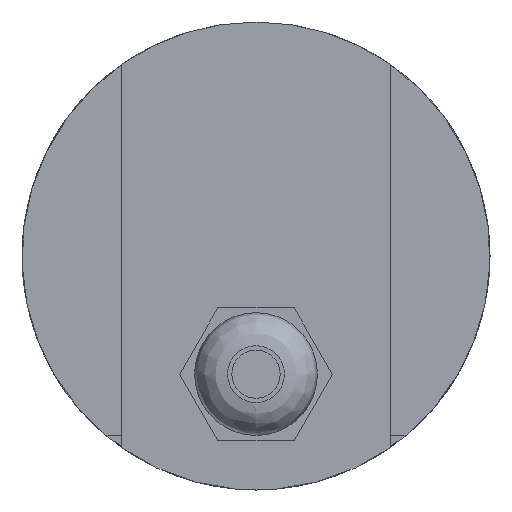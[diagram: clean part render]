
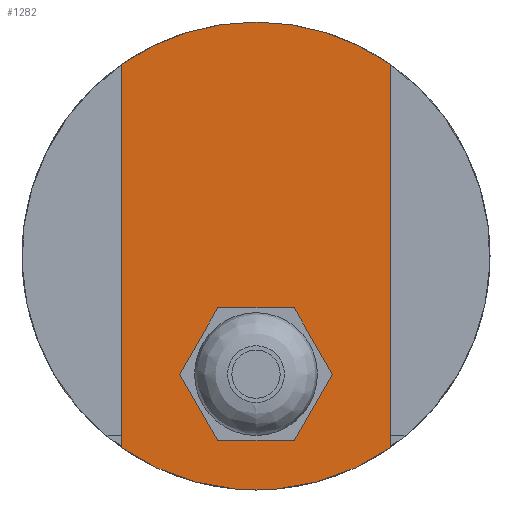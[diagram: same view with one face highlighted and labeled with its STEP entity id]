
A CAD part, left-side view. The second image highlights one B-rep face of the part: STEP entity #1282.
In plain terms, the highlighted planar face has unit normal (-1, 0, 0).
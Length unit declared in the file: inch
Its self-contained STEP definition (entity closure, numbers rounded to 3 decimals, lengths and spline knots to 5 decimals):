
#52=FACE_BOUND('',#267,.T.);
#108=PLANE('',#1419);
#181=FACE_OUTER_BOUND('',#266,.T.);
#266=EDGE_LOOP('',(#1141,#1142,#1143,#1144,#1145));
#267=EDGE_LOOP('',(#1146,#1147));
#323=LINE('',#1967,#433);
#372=LINE('',#2365,#482);
#433=VECTOR('',#1576,0.3937);
#482=VECTOR('',#1749,0.3937);
#505=CIRCLE('',#1338,0.19685);
#506=CIRCLE('',#1339,0.19685);
#516=CIRCLE('',#1355,0.975);
#519=CIRCLE('',#1358,0.975);
#526=CIRCLE('',#1366,0.975);
#580=VERTEX_POINT('',#1933);
#581=VERTEX_POINT('',#1934);
#592=VERTEX_POINT('',#1964);
#593=VERTEX_POINT('',#1966);
#600=VERTEX_POINT('',#1984);
#605=VERTEX_POINT('',#1995);
#624=VERTEX_POINT('',#2140);
#715=EDGE_CURVE('',#580,#581,#505,.T.);
#716=EDGE_CURVE('',#581,#580,#506,.T.);
#731=EDGE_CURVE('',#593,#592,#323,.T.);
#741=EDGE_CURVE('',#592,#600,#516,.T.);
#747=EDGE_CURVE('',#600,#605,#519,.T.);
#767=EDGE_CURVE('',#624,#593,#526,.T.);
#824=EDGE_CURVE('',#605,#624,#372,.T.);
#1141=ORIENTED_EDGE('',*,*,#731,.T.);
#1142=ORIENTED_EDGE('',*,*,#741,.T.);
#1143=ORIENTED_EDGE('',*,*,#747,.T.);
#1144=ORIENTED_EDGE('',*,*,#824,.T.);
#1145=ORIENTED_EDGE('',*,*,#767,.T.);
#1146=ORIENTED_EDGE('',*,*,#715,.T.);
#1147=ORIENTED_EDGE('',*,*,#716,.T.);
#1282=ADVANCED_FACE('',(#181,#52),#108,.F.);
#1338=AXIS2_PLACEMENT_3D('',#1935,#1545,#1546);
#1339=AXIS2_PLACEMENT_3D('',#1936,#1547,#1548);
#1355=AXIS2_PLACEMENT_3D('',#1986,#1594,#1595);
#1358=AXIS2_PLACEMENT_3D('',#1997,#1603,#1604);
#1366=AXIS2_PLACEMENT_3D('',#2141,#1624,#1625);
#1419=AXIS2_PLACEMENT_3D('',#2386,#1774,#1775);
#1545=DIRECTION('center_axis',(1.,0.,0.));
#1546=DIRECTION('ref_axis',(0.,-1.,0.));
#1547=DIRECTION('center_axis',(1.,0.,0.));
#1548=DIRECTION('ref_axis',(0.,-1.,0.));
#1576=DIRECTION('',(0.,0.,1.));
#1594=DIRECTION('center_axis',(-1.,0.,0.));
#1595=DIRECTION('ref_axis',(0.,0.,-1.));
#1603=DIRECTION('center_axis',(-1.,0.,0.));
#1604=DIRECTION('ref_axis',(0.,0.,-1.));
#1624=DIRECTION('center_axis',(-1.,0.,0.));
#1625=DIRECTION('ref_axis',(0.,0.,-1.));
#1749=DIRECTION('',(0.,0.,-1.));
#1774=DIRECTION('center_axis',(1.,0.,0.));
#1775=DIRECTION('ref_axis',(0.,0.,-1.));
#1933=CARTESIAN_POINT('',(-4.06,-0.19685,-0.49213));
#1934=CARTESIAN_POINT('',(-4.06,0.19685,-0.49213));
#1935=CARTESIAN_POINT('Origin',(-4.06,0.,-0.49213));
#1936=CARTESIAN_POINT('Origin',(-4.06,0.,-0.49213));
#1964=CARTESIAN_POINT('',(-4.06,-0.56,0.79814));
#1966=CARTESIAN_POINT('',(-4.06,-0.56,-0.79814));
#1967=CARTESIAN_POINT('',(-4.06,-0.56,0.));
#1984=CARTESIAN_POINT('',(-4.06,0.,0.975));
#1986=CARTESIAN_POINT('Origin',(-4.06,0.,0.));
#1995=CARTESIAN_POINT('',(-4.06,0.56,0.79814));
#1997=CARTESIAN_POINT('Origin',(-4.06,0.,0.));
#2140=CARTESIAN_POINT('',(-4.06,0.56,-0.79814));
#2141=CARTESIAN_POINT('Origin',(-4.06,0.,0.));
#2365=CARTESIAN_POINT('',(-4.06,0.56,0.));
#2386=CARTESIAN_POINT('Origin',(-4.06,0.,0.));
